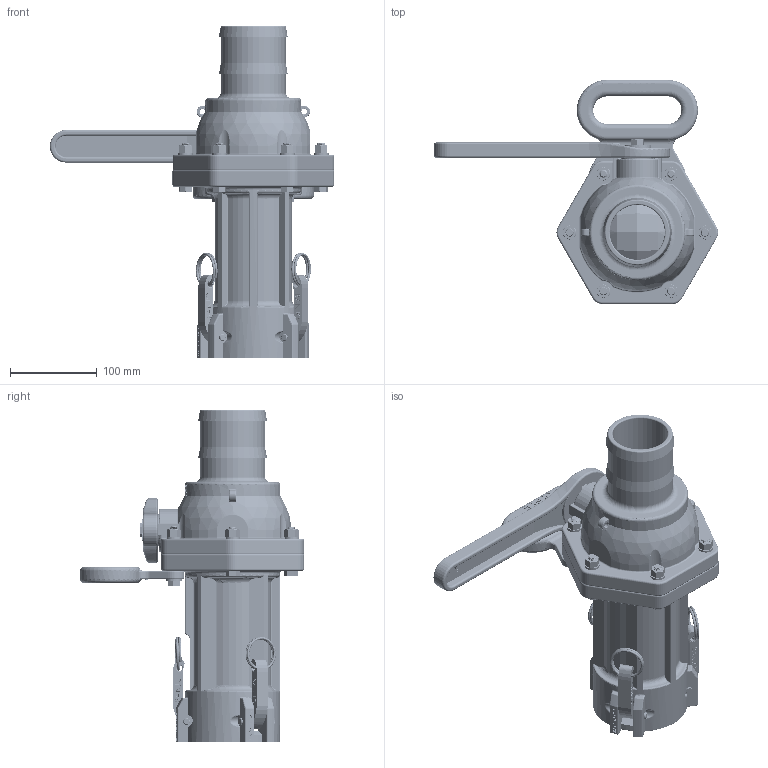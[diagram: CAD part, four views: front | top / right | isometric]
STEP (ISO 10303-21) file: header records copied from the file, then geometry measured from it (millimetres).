
FILE_DESCRIPTION(/* description */ ('3" HOSE SHANK x 3" FEMALE COUPLER STUBBY VALVE W/ CARRY HANDLE'),/* implementation_level */ '2;1');
FILE_NAME(/* name */ 'VSBHB305FP.stp',/* time_stamp */ '2020-10-30T13:35:20-04:00',/* author */ ('areid'),/* organization */ (''),/* preprocessor_version */ 'ST-DEVELOPER v17.2',/* originating_system */ 'Autodesk Inventor 2019',/* authorisation */ '');
FILE_SCHEMA (('AUTOMOTIVE_DESIGN { 1 0 10303 214 3 1 1 }'));
Products named in the file (31): VSBHB305FP; VSHB35254; VSHB35254X; VSB35356; VSB35356M; VSB35356Y; VSB35356X; 300G; 300P; 300K; 300XK; 150RING; V35255C; V35255CM; V35255CY; V35255AX; V30151B; V30151X; V20010SS; V20018; V20019; V25163; V25160; VS35258; V35265; V25153; V25121; V25020; H25053; B038250; 19766
Assembly tree (50 placements, depth 5):
  VSBHB305FP
    VSHB35254
      VSHB35254X
    VSB35356
      VSB35356M
        VSB35356Y
          VSB35356X
      300G
      300P  x3
      300K  x3
        300XK
        150RING
    V35255C
      V35255CM
        V35255CY
          V35255AX
    V30151B
      V30151X
    V20010SS  x4
    V20018  x6
    V20019  x6
    V25163
    V25160
    VS35258  x2
    V35265
    V25153
    V25121
    V25020
    H25053
    B038250  x2
    19766  x2
Bounding box: 327.95 x 258.71 x 383.03 mm (x, y, z)
Volume: 2174586.4 mm3; surface area: 562691.7 mm2
Topology: 44 solids, 44 shells, 5786 faces, 14224 edges, 8617 vertices
Faces by surface type: plane 1737, cylinder 1668, bspline 1281, cone 533, torus 392, sphere 175
Full cylindrical faces by diameter (mm): 6.35 x5, 7.463 x76, 7.798 x1, 7.899 x3, 7.95 x6, 8.103 x3, 9.525 x78, 10.312 x3, 11.43 x6, 11.557 x2, 11.684 x6, 12.7 x2, 14.275 x1, 19.05 x2, 25.4 x1, 25.527 x1, 25.806 x1, 31.521 x1, 31.623 x1, 31.75 x2, 36.525 x1, 37.084 x1, 63.5 x1, 75.057 x2, 76.2 x2, 76.454 x1, 78.74 x2, 81.585 x2, 82.55 x2, 86.665 x2
Entity records: 162705 total; most frequent: CARTESIAN_POINT 76231, ORIENTED_EDGE 19074, DIRECTION 15603, EDGE_CURVE 9537, VERTEX_POINT 6032, AXIS2_PLACEMENT_3D 5500, LINE 4603, VECTOR 4603
